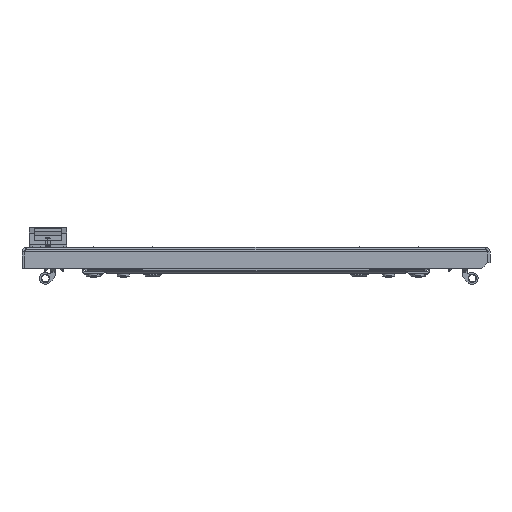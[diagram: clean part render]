
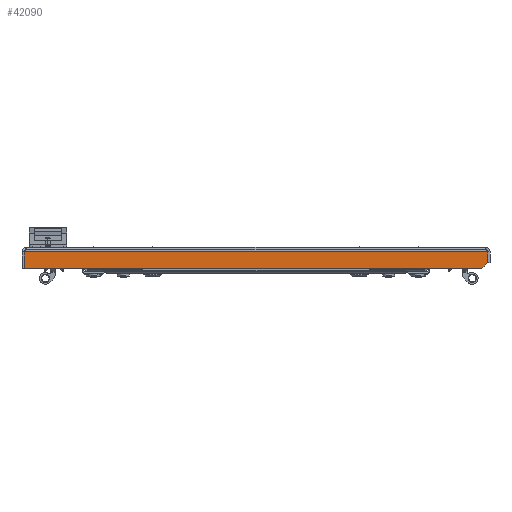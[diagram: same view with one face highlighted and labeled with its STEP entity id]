
A CAD part, front view. The second image highlights one B-rep face of the part: STEP entity #42090.
In plain terms, the highlighted planar face has unit normal (0, -1, 0).
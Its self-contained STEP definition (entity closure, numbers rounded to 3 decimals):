
#345 = AXIS2_PLACEMENT_3D ( 'NONE', #48041, #14110, #33285 ) ;
#2338 = CARTESIAN_POINT ( 'NONE',  ( -196.329, -892., -2. ) ) ;
#3258 = PLANE ( 'NONE',  #345 ) ;
#4078 = LINE ( 'NONE', #36437, #27606 ) ;
#4903 = CARTESIAN_POINT ( 'NONE',  ( 196.329, -892., 0. ) ) ;
#8571 = VERTEX_POINT ( 'NONE', #35533 ) ;
#9407 = FACE_OUTER_BOUND ( 'NONE', #31565, .T. ) ;
#10005 = VECTOR ( 'NONE', #13736, 1000. ) ;
#11106 = DIRECTION ( 'NONE',  ( 1., 0., 0. ) ) ;
#11282 = VERTEX_POINT ( 'NONE', #2338 ) ;
#13089 = CARTESIAN_POINT ( 'NONE',  ( 191.329, -892., -16. ) ) ;
#13736 = DIRECTION ( 'NONE',  ( 0.707, 0., 0.707 ) ) ;
#14110 = DIRECTION ( 'NONE',  ( 0., 1., 0. ) ) ;
#18747 = CARTESIAN_POINT ( 'NONE',  ( 196.329, -892., -11. ) ) ;
#18830 = EDGE_CURVE ( 'NONE', #8571, #46906, #4078, .T. ) ;
#21653 = VECTOR ( 'NONE', #31338, 1000. ) ;
#22734 = ORIENTED_EDGE ( 'NONE', *, *, #37197, .F. ) ;
#27606 = VECTOR ( 'NONE', #44124, 1000. ) ;
#27949 = DIRECTION ( 'NONE',  ( 0., 0., -1. ) ) ;
#28250 = LINE ( 'NONE', #43050, #37063 ) ;
#28263 = EDGE_CURVE ( 'NONE', #46906, #47821, #28753, .T. ) ;
#28753 = LINE ( 'NONE', #47197, #10005 ) ;
#31338 = DIRECTION ( 'NONE',  ( 0., 0., -1. ) ) ;
#31565 = EDGE_LOOP ( 'NONE', ( #41781, #44503, #47044, #22734, #46689 ) ) ;
#32856 = LINE ( 'NONE', #4903, #21653 ) ;
#33285 = DIRECTION ( 'NONE',  ( 0., 0., 1. ) ) ;
#34609 = EDGE_CURVE ( '������14', #11282, #8571, #28250, .T. ) ;
#35533 = CARTESIAN_POINT ( 'NONE',  ( -196.329, -892., -16. ) ) ;
#35732 = EDGE_CURVE ( 'NONE', #38653, #47821, #32856, .T. ) ;
#36437 = CARTESIAN_POINT ( 'NONE',  ( -198.4, -892., -16. ) ) ;
#36541 = CARTESIAN_POINT ( 'NONE',  ( 198.4, -892., -2. ) ) ;
#37063 = VECTOR ( 'NONE', #27949, 1000. ) ;
#37197 = EDGE_CURVE ( 'NONE', #11282, #38653, #45048, .T. ) ;
#38653 = VERTEX_POINT ( 'NONE', #47023 ) ;
#39234 = VECTOR ( 'NONE', #11106, 1000. ) ;
#41781 = ORIENTED_EDGE ( 'NONE', *, *, #18830, .T. ) ;
#42090 = ADVANCED_FACE ( '�����12', ( #9407 ), #3258, .F. ) ;
#43050 = CARTESIAN_POINT ( 'NONE',  ( -196.329, -892., 0. ) ) ;
#44124 = DIRECTION ( 'NONE',  ( 1., 0., 0. ) ) ;
#44503 = ORIENTED_EDGE ( 'NONE', *, *, #28263, .T. ) ;
#45048 = LINE ( 'NONE', #36541, #39234 ) ;
#46689 = ORIENTED_EDGE ( 'NONE', *, *, #34609, .T. ) ;
#46906 = VERTEX_POINT ( 'NONE', #13089 ) ;
#47023 = CARTESIAN_POINT ( 'NONE',  ( 196.329, -892., -2. ) ) ;
#47044 = ORIENTED_EDGE ( 'NONE', *, *, #35732, .F. ) ;
#47197 = CARTESIAN_POINT ( 'NONE',  ( 196.329, -892., -11. ) ) ;
#47821 = VERTEX_POINT ( 'NONE', #18747 ) ;
#48041 = CARTESIAN_POINT ( 'NONE',  ( -198.4, -892., 0. ) ) ;
